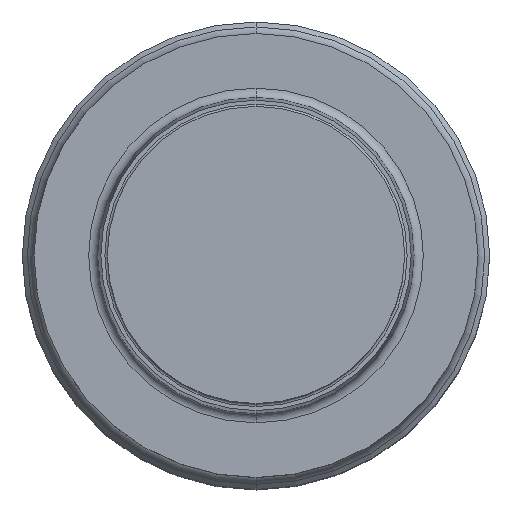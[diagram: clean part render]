
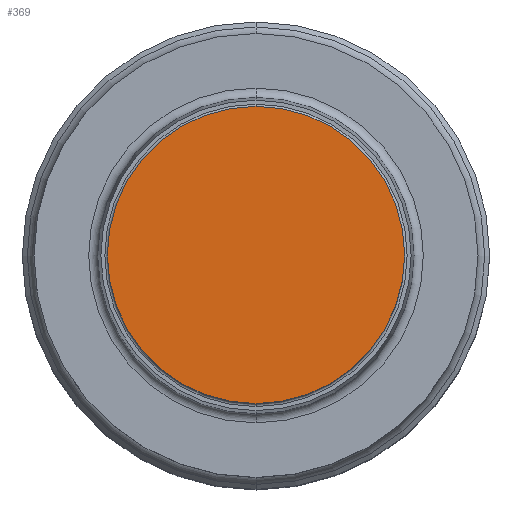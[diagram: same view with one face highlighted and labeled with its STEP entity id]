
A CAD part, top view. The second image highlights one B-rep face of the part: STEP entity #369.
In plain terms, the highlighted face is planar.
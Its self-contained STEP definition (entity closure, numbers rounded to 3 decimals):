
#34=CARTESIAN_POINT('',(0.,0.,-6.65));
#35=DIRECTION('',(0.,0.,1.));
#36=DIRECTION('',(0.,1.,0.));
#37=AXIS2_PLACEMENT_3D('',#34,#35,#36);
#42=CARTESIAN_POINT('',(0.,0.,-6.65));
#43=DIRECTION('',(0.,0.,-1.));
#44=DIRECTION('',(0.,1.,0.));
#45=AXIS2_PLACEMENT_3D('',#42,#43,#44);
#314=CARTESIAN_POINT('',(0.,3.18,-6.65));
#316=VERTEX_POINT('',#314);
#336=CARTESIAN_POINT('',(0.,-3.18,-6.65));
#338=VERTEX_POINT('',#336);
#358=CARTESIAN_POINT('',(0.,0.,-6.65));
#359=DIRECTION('',(0.,0.,-1.));
#360=DIRECTION('',(0.,-1.,0.));
#361=AXIS2_PLACEMENT_3D('',#358,#359,#360);
#362=PLANE('',#361);
#364=ORIENTED_EDGE('',*,*,#363,.T.);
#366=ORIENTED_EDGE('',*,*,#365,.F.);
#367=EDGE_LOOP('',(#364,#366));
#368=FACE_OUTER_BOUND('',#367,.F.);
#369=ADVANCED_FACE('',(#368),#362,.T.);
#38=CIRCLE('',#37,3.18);
#46=CIRCLE('',#45,3.18);
#363=EDGE_CURVE('',#316,#338,#38,.T.);
#365=EDGE_CURVE('',#316,#338,#46,.T.);
